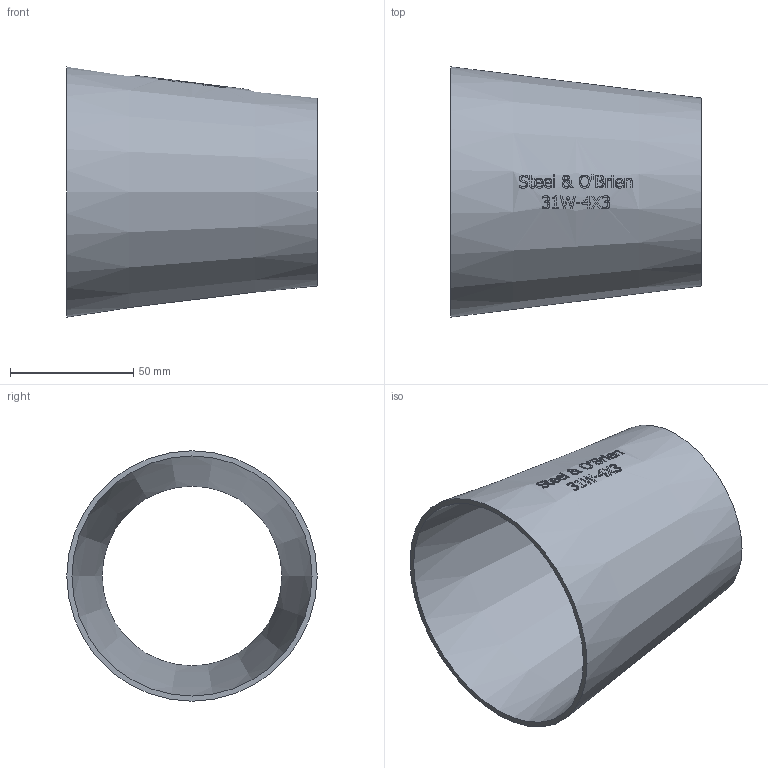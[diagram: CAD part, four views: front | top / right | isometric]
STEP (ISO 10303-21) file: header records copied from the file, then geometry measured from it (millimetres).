
FILE_DESCRIPTION(/* description */ (''),/* implementation_level */ '2;1');
FILE_NAME(/* name */ '31W-4X3.stp',/* time_stamp */ '2019-07-26T16:15:09-04:00',/* author */ ('rick'),/* organization */ (''),/* preprocessor_version */ 'ST-DEVELOPER v15.2',/* originating_system */ 'Autodesk Inventor 2014',/* authorisation */ '');
FILE_SCHEMA (('AUTOMOTIVE_DESIGN { 1 0 10303 214 3 1 1 }'));
Length unit declared in the file: inch
Products named in the file (1): 31W-4X3
Bounding box: 101.6 x 101.6 x 101.6 mm (x, y, z)
Volume: 52495.1 mm3; surface area: 57067.5 mm2
Topology: 1 solids, 1 shells, 341 faces, 927 edges, 618 vertices
Faces by surface type: bspline 158, plane 151, cone 32
Entity records: 13646 total; most frequent: CARTESIAN_POINT 5910, ORIENTED_EDGE 1850, DIRECTION 1139, EDGE_CURVE 925, VERTEX_POINT 618, LINE 443, VECTOR 443, EDGE_LOOP 375
